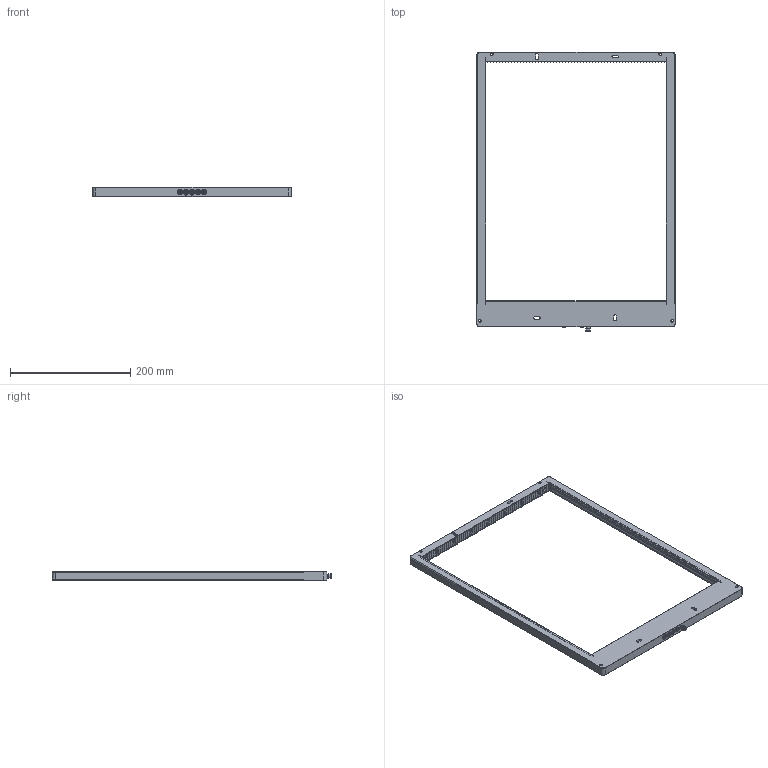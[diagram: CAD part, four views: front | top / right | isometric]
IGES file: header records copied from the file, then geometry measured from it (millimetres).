
Global section: file name: OGWSD 300; native system: Autodesk Inventor 2022; preprocessor: unknown; author: ck; organization: di-soric GmbH & Co. KG; date: 20220427.104217; units: millimetre
Bounding box: 330 x 465.5 x 15 mm (x, y, z)
Volume: 453067.3 mm3; surface area: 138593.8 mm2
Topology: 4 solids, 4 shells, 808 faces, 2005 edges, 1237 vertices
Faces by surface type: bspline 808
